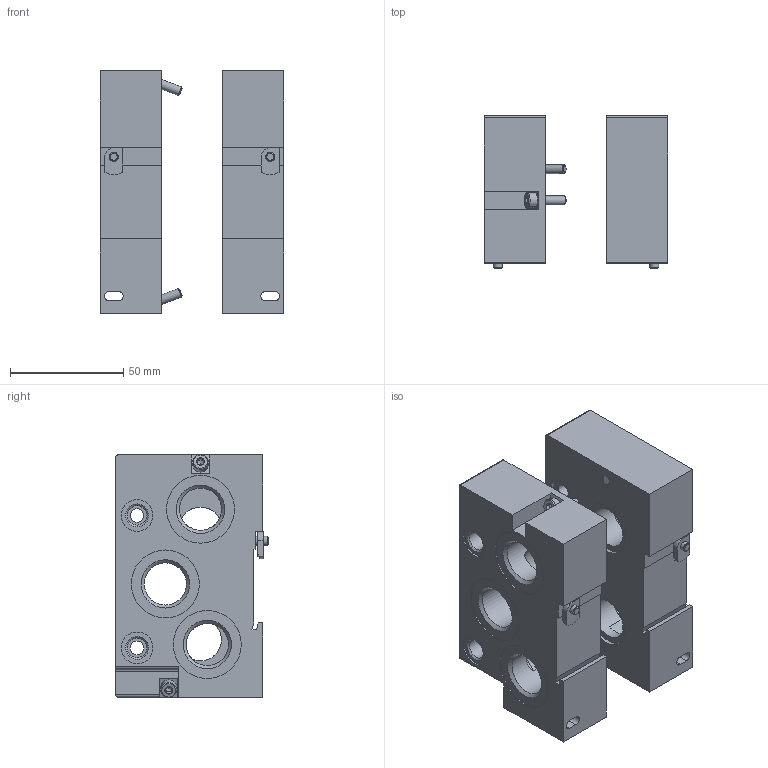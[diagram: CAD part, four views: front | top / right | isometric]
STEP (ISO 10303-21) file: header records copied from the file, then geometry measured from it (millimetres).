
FILE_DESCRIPTION(/* description */ ('STEP AP214'),/* implementation_level */ '2;1');
FILE_NAME(/* name */ '161104_NEV-01-VDMA',/* time_stamp */ '2024-09-12T22:32:23+02:00',/* author */ ('License CC BY-ND 4.0'),/* organization */ ('CADENAS'),/* preprocessor_version */ 'ST-DEVELOPER v19.3',/* originating_system */ 'PARTsolutions',/* authorisation */ ' ');
FILE_SCHEMA (('AUTOMOTIVE_DESIGN {1 0 10303 214 3 1 1}'));
Length unit declared in the file: millimetre
Products named in the file (6): 161104 NEV-01-VDMA---(27); 161104 NEV-01-VDMA---(L); 161104 NEV-01-VDMA---(R); 344568 TDP-F-M4x38.5-450; 373074 CPA; DIN-912 - M4x14(F)
Assembly tree (8 placements, depth 2):
  161104 NEV-01-VDMA---(27)
    161104 NEV-01-VDMA---(L)
    161104 NEV-01-VDMA---(R)
    344568 TDP-F-M4x38.5-450  x2
    373074 CPA  x2
    DIN-912 - M4x14(F)  x2
Bounding box: 81 x 67.5 x 107.38 mm (x, y, z)
Volume: 293957.6 mm3; surface area: 63592 mm2
Topology: 8 solids, 8 shells, 265 faces, 584 edges, 364 vertices
Faces by surface type: plane 135, cylinder 66, cone 50, torus 14
Full cylindrical faces by diameter (mm): 3.242 x6, 4 x4, 4.2 x2, 4.5 x2, 6 x4, 7 x2, 8.566 x4, 12 x1, 14 x4, 18.5 x4, 18.631 x6, 24 x2, 30 x6
Entity records: 5783 total; most frequent: DIRECTION 1008, CARTESIAN_POINT 1002, ORIENTED_EDGE 788, AXIS2_PLACEMENT_3D 410, EDGE_CURVE 394, FACE_BOUND 354, EDGE_LOOP 353, VERTEX_POINT 294
